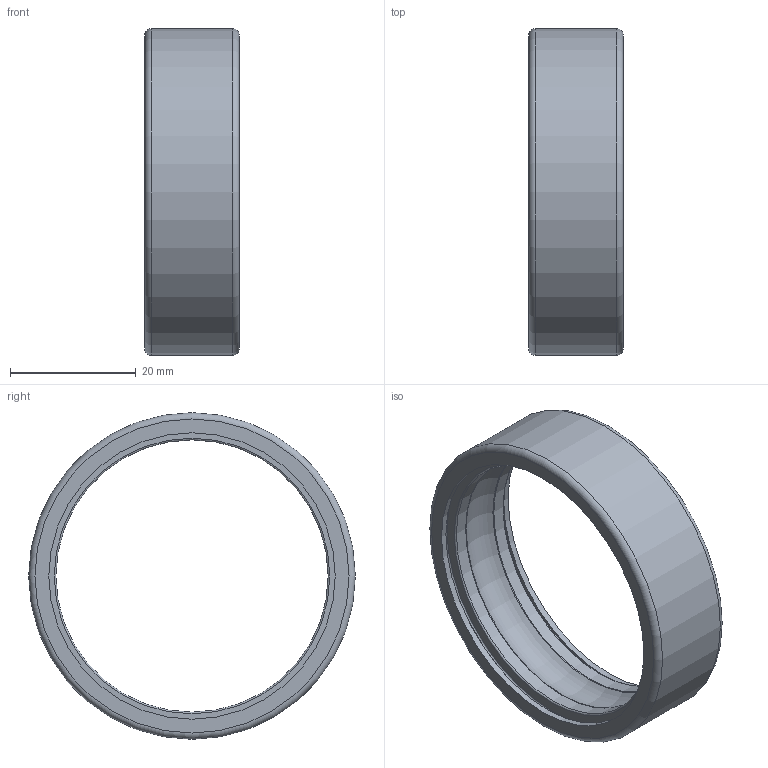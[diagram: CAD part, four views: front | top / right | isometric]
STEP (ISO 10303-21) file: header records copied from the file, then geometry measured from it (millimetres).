
FILE_DESCRIPTION(('STEP AP242'), '1');
FILE_NAME('Outer-Wheel', '', ('UNSPECIFIED'), ('UNSPECIFIED'), 'C3D Converter', 'C3D Toolkit', '');
FILE_SCHEMA(('AP242_MANAGED_MODEL_BASED_3D_ENGINEERING_MIM_LF { 1 0 10303 442 1 1 4 }'));
Length unit declared in the file: millimetre
Bounding box: 15 x 52 x 52 mm (x, y, z)
Volume: 8065.6 mm3; surface area: 6280.9 mm2
Topology: 1 solids, 1 shells, 24 faces, 42 edges, 24 vertices
Faces by surface type: torus 11, cylinder 7, plane 6
Full cylindrical faces by diameter (mm): 43.36 x2, 45.6 x2, 47.6 x2, 52 x1
Entity records: 715 total; most frequent: DIRECTION 98, CARTESIAN_POINT 73, AXIS2_PLACEMENT_3D 49, EDGE_LOOP 48, ORIENTED_EDGE 48, FACE_OUTER_BOUND 36, COLOUR_RGB 25, FILL_AREA_STYLE_COLOUR 25
